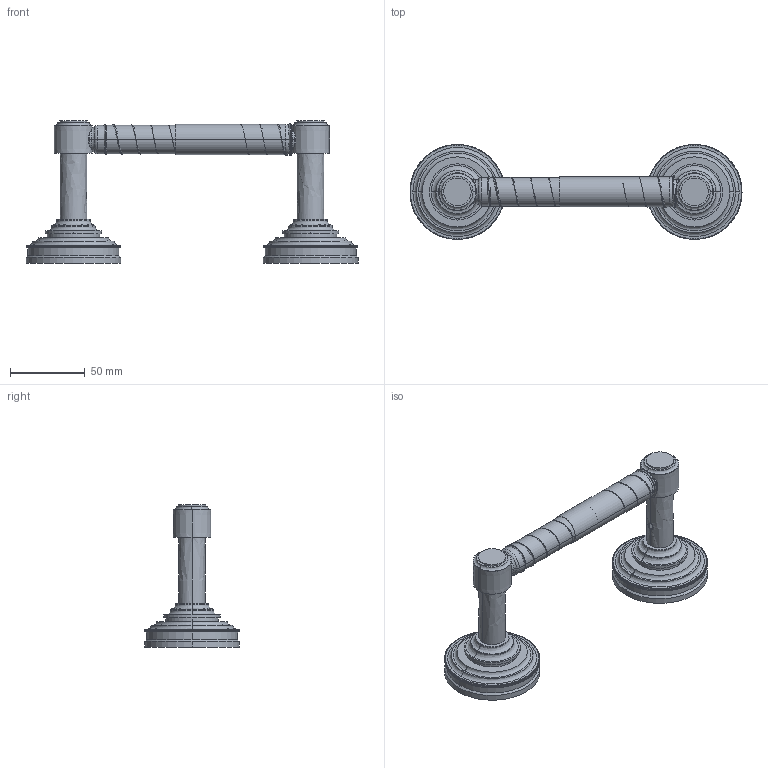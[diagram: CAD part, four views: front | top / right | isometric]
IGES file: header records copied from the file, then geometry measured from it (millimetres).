
Start section:  PTC IGES file: 29-28_web.igs
Global section: file name: 29-28_web.igs; native system: Pro/ENGINEER by Parametric Technology Corporation; preprocessor: 2009300; author: pnmurthy; organization: Unknown; date: 20100707.112132; units: inch
Bounding box: 222.25 x 63.5 x 95.25 mm (x, y, z)
Surface area: 67127.2 mm2 (no closed solid volume)
Topology: 0 solids, 0 shells, 1164 faces, 6782 edges, 6782 vertices
Faces by surface type: bspline 720, revolution 444
